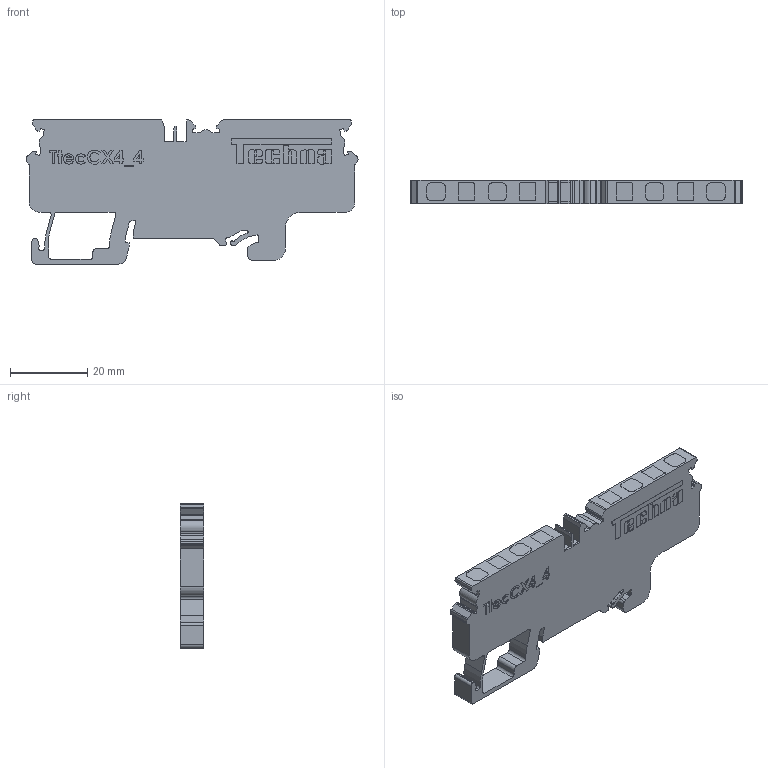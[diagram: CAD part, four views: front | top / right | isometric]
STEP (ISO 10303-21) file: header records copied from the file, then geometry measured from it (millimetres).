
FILE_DESCRIPTION (( 'STEP AP214' ), '1' );
FILE_NAME ('TtecCX4_4.STEP', '2020-07-21T10:51:41', ( '' ), ( '' ), 'SwSTEP 2.0', 'SolidWorks 2020', '' );
FILE_SCHEMA (( 'AUTOMOTIVE_DESIGN' ));
Length unit declared in the file: millimetre
Products named in the file (1): TtecCX4_4
Bounding box: 86.2 x 6 x 37.4 mm (x, y, z)
Volume: 14197.6 mm3; surface area: 7119.3 mm2
Topology: 1 solids, 1 shells, 761 faces, 2133 edges, 1422 vertices
Faces by surface type: plane 455, cylinder 256, bspline 50
Entity records: 32638 total; most frequent: CARTESIAN_POINT 7519, ORIENTED_EDGE 4266, DIRECTION 3969, EDGE_CURVE 2133, VECTOR 1521, LINE 1521, VERTEX_POINT 1422, AXIS2_PLACEMENT_3D 1224
